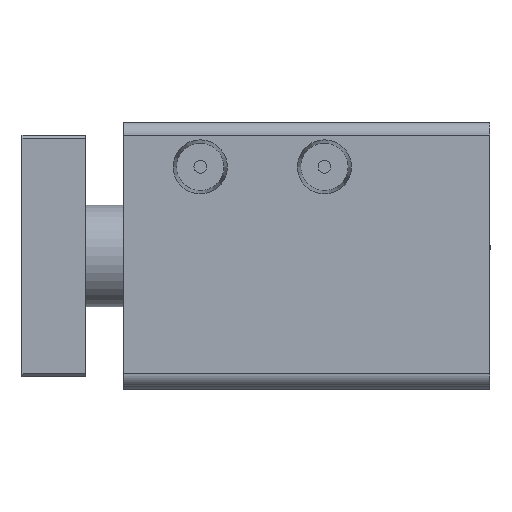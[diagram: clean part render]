
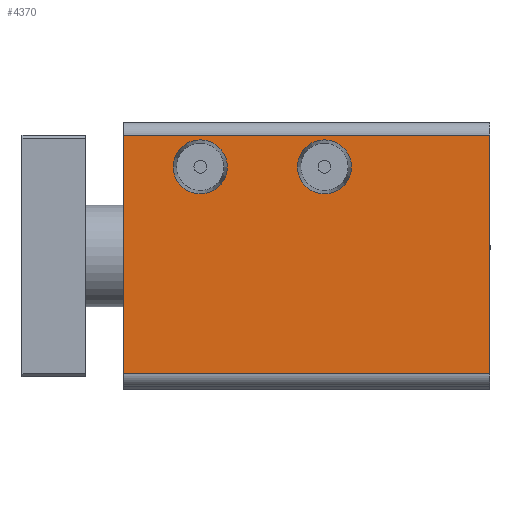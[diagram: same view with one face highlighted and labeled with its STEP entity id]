
A CAD part, front view. The second image highlights one B-rep face of the part: STEP entity #4370.
In plain terms, the highlighted planar face has unit normal (0, -1, 0).
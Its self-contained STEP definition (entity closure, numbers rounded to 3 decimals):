
#20=CARTESIAN_POINT('',(253.5,-46.5,19.));
#21=VERTEX_POINT('Vertex6',#20);
#29=CARTESIAN_POINT('',(253.5,-46.5,-18.5));
#30=VERTEX_POINT('Vertex8',#29);
#31=CARTESIAN_POINT('',(253.5,-46.5,0.25));
#32=DIRECTION('',(0.,0.,-1.));
#33=VECTOR('',#32,1.);
#34=LINE('nurbsCrv7',#31,#33);
#35=EDGE_CURVE('Edge7',#21,#30,#34,.T.);
#832=CARTESIAN_POINT('',(196.,-46.5,19.));
#833=VERTEX_POINT('Vertex98',#832);
#834=CARTESIAN_POINT('',(196.,-46.5,-18.5));
#835=VERTEX_POINT('Vertex97',#834);
#836=CARTESIAN_POINT('',(196.,-46.5,0.25));
#837=DIRECTION('',(0.,0.,-1.));
#838=VECTOR('',#837,1.);
#839=LINE('nurbsCrv97',#836,#838);
#840=EDGE_CURVE('Edge97',#833,#835,#839,.T.);
#2466=CARTESIAN_POINT('',(203.75,-46.5,14.));
#2467=VERTEX_POINT('Vertex227',#2466);
#2468=CARTESIAN_POINT('',(208.,-46.5,14.));
#2469=DIRECTION('',(0.,1.,0.));
#2470=DIRECTION('',(-1.,0.,0.));
#2471=AXIS2_PLACEMENT_3D('',#2468,#2469,#2470);
#2472=CIRCLE('nurbsCrv233',#2471,4.25);
#2473=EDGE_CURVE('Edge233',#2467,#2467,#2472,.T.);
#2486=CARTESIAN_POINT('',(223.25,-46.5,14.));
#2487=VERTEX_POINT('Vertex228',#2486);
#2488=CARTESIAN_POINT('',(227.5,-46.5,14.));
#2489=DIRECTION('',(0.,1.,0.));
#2490=DIRECTION('',(-1.,0.,0.));
#2491=AXIS2_PLACEMENT_3D('',#2488,#2489,#2490);
#2492=CIRCLE('nurbsCrv234',#2491,4.25);
#2493=EDGE_CURVE('Edge234',#2487,#2487,#2492,.T.);
#2981=CARTESIAN_POINT('',(224.75,-46.5,-18.5));
#2982=DIRECTION('',(-1.,0.,0.));
#2983=VECTOR('',#2982,1.);
#2984=LINE('nurbsCrv259',#2981,#2983);
#2985=EDGE_CURVE('Edge259',#30,#835,#2984,.T.);
#4348=ORIENTED_EDGE('Edgeuse664',*,*,#840,.T.);
#4349=ORIENTED_EDGE('Edgeuse665',*,*,#2985,.F.);
#4350=ORIENTED_EDGE('Edgeuse666',*,*,#35,.F.);
#4351=CARTESIAN_POINT('',(224.75,-46.5,19.));
#4352=DIRECTION('',(-1.,0.,0.));
#4353=VECTOR('',#4352,1.);
#4354=LINE('nurbsCrv338',#4351,#4353);
#4355=EDGE_CURVE('Edge338',#21,#833,#4354,.T.);
#4356=ORIENTED_EDGE('Edgeuse667',*,*,#4355,.T.);
#4357=EDGE_LOOP('',(#4348,#4349,#4350,#4356));
#4358=FACE_OUTER_BOUND('',#4357,.T.);
#4359=ORIENTED_EDGE('Edgeuse662',*,*,#2473,.T.);
#4360=EDGE_LOOP('',(#4359));
#4361=FACE_BOUND('',#4360,.T.);
#4362=ORIENTED_EDGE('Edgeuse663',*,*,#2493,.T.);
#4363=EDGE_LOOP('',(#4362));
#4364=FACE_BOUND('',#4363,.T.);
#4365=CARTESIAN_POINT('',(224.75,-46.5,0.25));
#4366=DIRECTION('',(0.,-1.,0.));
#4367=DIRECTION('',(0.,0.,-1.));
#4368=AXIS2_PLACEMENT_3D('',#4365,#4366,#4367);
#4369=PLANE('nurbsSrf151',#4368);
#4370=ADVANCED_FACE('Face151',(#4358,#4361,#4364),#4369,.T.);
